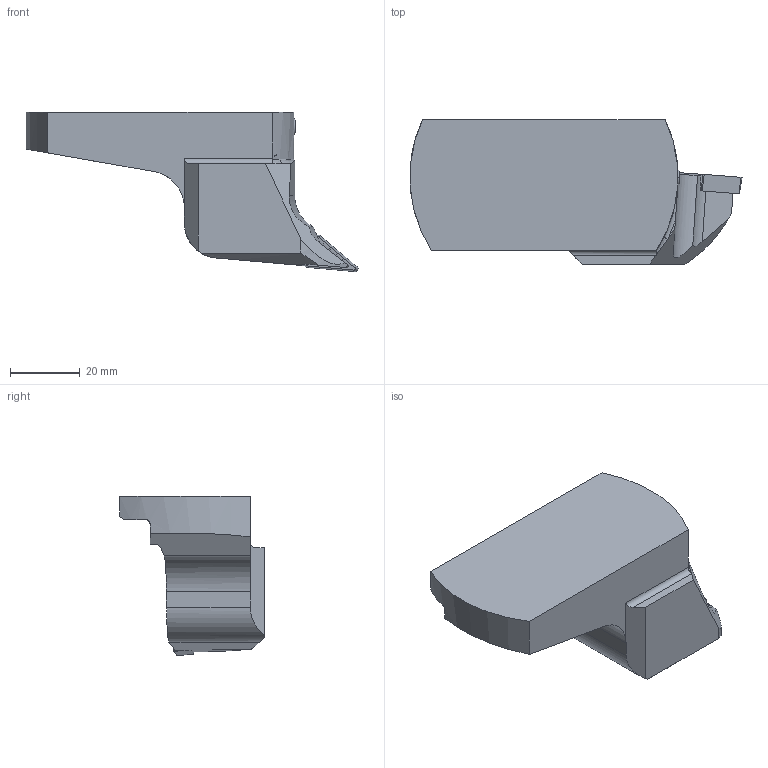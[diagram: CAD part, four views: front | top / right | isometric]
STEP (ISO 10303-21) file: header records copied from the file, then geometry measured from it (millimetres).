
FILE_DESCRIPTION(/* description */ (''),/* implementation_level */ '2;1');
FILE_NAME(/* name */ '1642492558683.stp',/* time_stamp */ '2022-01-18T13:26:15+06:00',/* author */ (''),/* organization */ ('SMS'),/* preprocessor_version */ 'ST-DEVELOPER v16.7',/* originating_system */ 'SIEMENS PLM Software NX 12.0',/* authorisation */ '');
FILE_SCHEMA (('AUTOMOTIVE_DESIGN { 1 0 10303 214 3 1 1 1 }'));
Length unit declared in the file: millimetre
Products named in the file (4): ASSEMBLY_CONSTRUCTION; IsoTurningInsert; 201794317mod000_01; 201794315mod000_01
Assembly tree (3 placements, depth 2):
  201794315mod000_01
    201794317mod000_01
    IsoTurningInsert
    ASSEMBLY_CONSTRUCTION
Bounding box: 95.32 x 41.5 x 45.7 mm (x, y, z)
Volume: 60466.3 mm3; surface area: 12746.8 mm2
Topology: 2 solids, 3 shells, 65 faces, 170 edges, 120 vertices
Faces by surface type: plane 34, cylinder 15, cone 10, torus 5, bspline 1
Full cylindrical faces by diameter (mm): 4.4 x2, 5 x1
Entity records: 2293 total; most frequent: CARTESIAN_POINT 566, DIRECTION 347, ORIENTED_EDGE 302, EDGE_CURVE 151, AXIS2_PLACEMENT_3D 135, VERTEX_POINT 105, EDGE_LOOP 82, LINE 77
